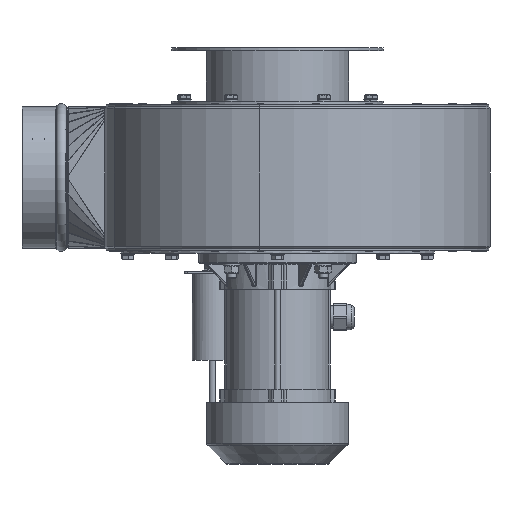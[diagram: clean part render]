
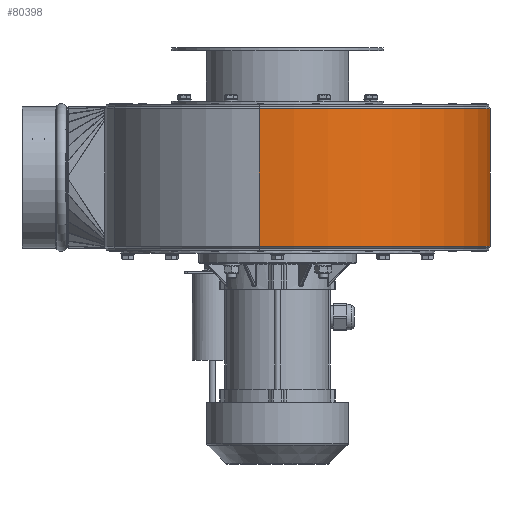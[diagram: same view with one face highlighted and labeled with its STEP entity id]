
A CAD part, front view. The second image highlights one B-rep face of the part: STEP entity #80398.
In plain terms, the highlighted cylindrical face has radius 178.8 mm (diameter 357.6 mm), a partial arc.
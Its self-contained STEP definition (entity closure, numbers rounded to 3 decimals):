
#11015=FACE_OUTER_BOUND('',#15950,.T.);
#15950=EDGE_LOOP('',(#69264,#69265,#69266,#69267));
#22436=LINE('',#144543,#28615);
#22437=LINE('',#144547,#28616);
#28615=VECTOR('',#102627,10.);
#28616=VECTOR('',#102632,10.);
#30606=CIRCLE('',#85874,178.8);
#30614=CIRCLE('',#85890,178.8);
#37766=VERTEX_POINT('',#144509);
#37768=VERTEX_POINT('',#144515);
#37773=VERTEX_POINT('',#144542);
#37774=VERTEX_POINT('',#144546);
#48414=EDGE_CURVE('',#37766,#37768,#30606,.T.);
#48427=EDGE_CURVE('',#37773,#37768,#22436,.T.);
#48429=EDGE_CURVE('',#37774,#37766,#22437,.T.);
#48430=EDGE_CURVE('',#37773,#37774,#30614,.T.);
#69264=ORIENTED_EDGE('',*,*,#48414,.F.);
#69265=ORIENTED_EDGE('',*,*,#48429,.F.);
#69266=ORIENTED_EDGE('',*,*,#48430,.F.);
#69267=ORIENTED_EDGE('',*,*,#48427,.T.);
#71823=CYLINDRICAL_SURFACE('',#85889,178.8);
#80398=ADVANCED_FACE('',(#11015),#71823,.T.);
#85874=AXIS2_PLACEMENT_3D('',#144519,#102593,#102594);
#85889=AXIS2_PLACEMENT_3D('',#144545,#102630,#102631);
#85890=AXIS2_PLACEMENT_3D('',#144548,#102633,#102634);
#102593=DIRECTION('center_axis',(0.,0.,
-1.));
#102594=DIRECTION('ref_axis',(0.655,-0.756,0.));
#102627=DIRECTION('',(0.,0.,-1.));
#102630=DIRECTION('center_axis',(0.,0.,
-1.));
#102631=DIRECTION('ref_axis',(0.142,0.99,0.));
#102632=DIRECTION('',(0.,0.,-1.));
#102633=DIRECTION('center_axis',(0.,0.,
1.));
#102634=DIRECTION('ref_axis',(0.655,-0.756,0.));
#144509=CARTESIAN_POINT('',(188.2,12.,3.5));
#144515=CARTESIAN_POINT('',(-16.029,-164.983,3.5));
#144519=CARTESIAN_POINT('Origin',(9.4,12.,3.5));
#144542=CARTESIAN_POINT('',(-16.029,-164.983,125.5));
#144543=CARTESIAN_POINT('',(-16.029,-164.983,126.));
#144545=CARTESIAN_POINT('Origin',(9.4,12.,64.5));
#144546=CARTESIAN_POINT('',(188.2,12.,125.5));
#144547=CARTESIAN_POINT('',(188.2,12.,126.));
#144548=CARTESIAN_POINT('Origin',(9.4,12.,125.5));
